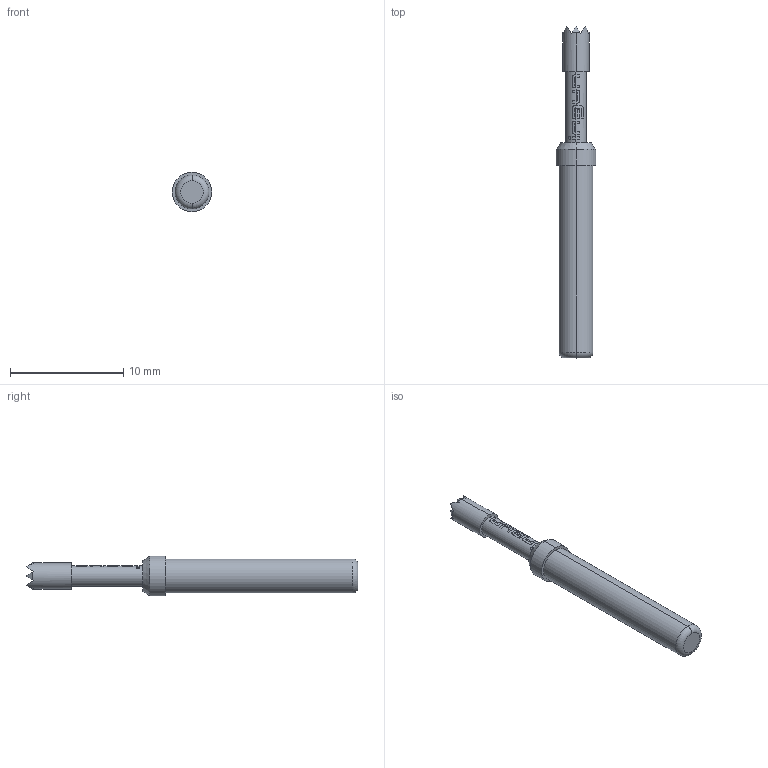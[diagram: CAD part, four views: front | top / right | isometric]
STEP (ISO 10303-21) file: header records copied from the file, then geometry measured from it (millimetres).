
FILE_DESCRIPTION (( 'STEP AP203' ), '1' );
FILE_NAME ('INGUN_GKS-103_206_230_A_xx02.STEP', '2021-12-14T13:59:40', ( 'ochi' ), ( '' ), 'SwSTEP 2.0', 'SolidWorks 2018', '' );
FILE_SCHEMA (( 'CONFIG_CONTROL_DESIGN' ));
Length unit declared in the file: millimetre
Products named in the file (1): INGUN_GKS-103_206_230_A_xx02
Bounding box: 3.5 x 29.3 x 3.5 mm (x, y, z)
Volume: 168.4 mm3; surface area: 264.6 mm2
Topology: 1 solids, 1 shells, 133 faces, 348 edges, 221 vertices
Faces by surface type: plane 54, bspline 48, cylinder 27, cone 2, torus 2
Entity records: 5287 total; most frequent: CARTESIAN_POINT 2613, ORIENTED_EDGE 696, EDGE_CURVE 348, DIRECTION 288, B_SPLINE_CURVE_WITH_KNOTS 222, VERTEX_POINT 221, EDGE_LOOP 137, ADVANCED_FACE 133
